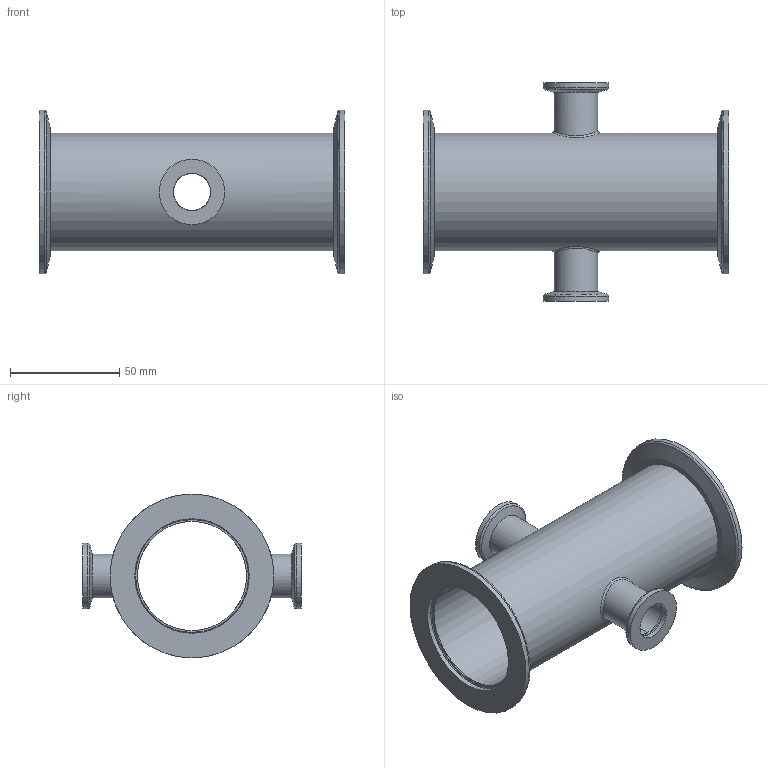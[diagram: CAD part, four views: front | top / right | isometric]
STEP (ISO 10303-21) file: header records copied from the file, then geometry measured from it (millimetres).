
FILE_DESCRIPTION (( 'STEP AP214' ), '1' );
FILE_NAME ('FULLVAC XR41KF5016.STEP', '2019-04-17T12:48:22', ( '' ), ( '' ), 'SwSTEP 2.0', 'SolidWorks 2017', '' );
FILE_SCHEMA (( 'AUTOMOTIVE_DESIGN' ));
Length unit declared in the file: millimetre
Products named in the file (4): FULLVAC XR41KF5016; 1^FULLVAC XR41KF5016; 3^FULLVAC XR41KF5016; 2^FULLVAC XR41KF5016
Assembly tree (5 placements, depth 2):
  FULLVAC XR41KF5016
    1^FULLVAC XR41KF5016
    2^FULLVAC XR41KF5016  x2
    3^FULLVAC XR41KF5016  x2
Bounding box: 140 x 100 x 75 mm (x, y, z)
Volume: 68547.3 mm3; surface area: 64553.9 mm2
Topology: 5 solids, 5 shells, 56 faces, 116 edges, 77 vertices
Faces by surface type: cylinder 22, plane 18, bspline 12, cone 4
Full cylindrical faces by diameter (mm): 17 x4, 17.2 x2, 20 x2, 20.2 x2, 30 x2, 50 x3, 52.4 x2, 54 x1, 54.1 x2, 75 x2
Entity records: 3587 total; most frequent: CARTESIAN_POINT 2460, DIRECTION 126, EDGE_LOOP 74, ORIENTED_EDGE 74, AXIS2_PLACEMENT_3D 63, FACE_OUTER_BOUND 57, UNCERTAINTY_MEASURE_WITH_UNIT 45, PRESENTATION_STYLE_ASSIGNMENT 41
